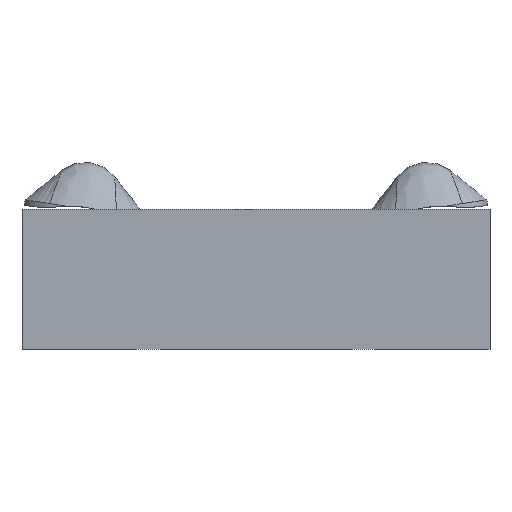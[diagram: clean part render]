
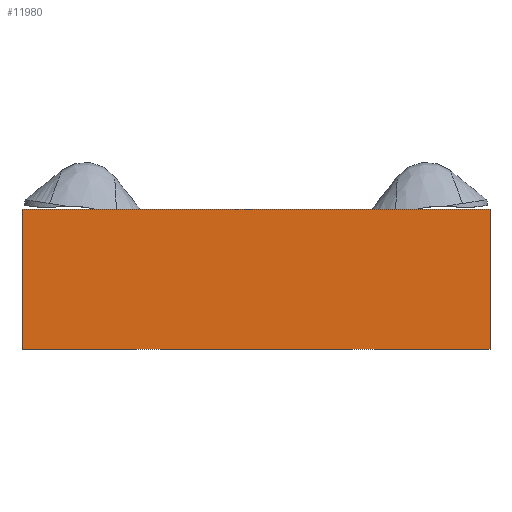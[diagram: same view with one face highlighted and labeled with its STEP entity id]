
A CAD part, front view. The second image highlights one B-rep face of the part: STEP entity #11980.
In plain terms, the highlighted planar face has unit normal (0, -1, 0).
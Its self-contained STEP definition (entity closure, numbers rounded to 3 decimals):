
#86 = LINE ( 'NONE', #1501, #9769 ) ;
#163 = CARTESIAN_POINT ( 'NONE',  ( 5., -3.81, -3.3 ) ) ;
#168 = DIRECTION ( 'NONE',  ( 1., 0., 0. ) ) ;
#895 = VECTOR ( 'NONE', #9579, 1000. ) ;
#1501 = CARTESIAN_POINT ( 'NONE',  ( -5., -3.81, -3.3 ) ) ;
#1517 = AXIS2_PLACEMENT_3D ( 'NONE', #15025, #13514, #16287 ) ;
#2042 = CARTESIAN_POINT ( 'NONE',  ( -5., -3.81, -0.3 ) ) ;
#2128 = LINE ( 'NONE', #6951, #15059 ) ;
#3310 = CARTESIAN_POINT ( 'NONE',  ( -5., -3.81, 0. ) ) ;
#5082 = CARTESIAN_POINT ( 'NONE',  ( 5., -3.81, -0.3 ) ) ;
#5230 = VECTOR ( 'NONE', #5249, 1000. ) ;
#5249 = DIRECTION ( 'NONE',  ( 0., 0., -1. ) ) ;
#5334 = EDGE_CURVE ( 'NONE', #13235, #12514, #2128, .T. ) ;
#6029 = ORIENTED_EDGE ( 'NONE', *, *, #14052, .T. ) ;
#6951 = CARTESIAN_POINT ( 'NONE',  ( -5., -3.81, -0.3 ) ) ;
#7244 = CARTESIAN_POINT ( 'NONE',  ( -5., -3.81, -3.3 ) ) ;
#7548 = ORIENTED_EDGE ( 'NONE', *, *, #5334, .F. ) ;
#9198 = EDGE_CURVE ( 'NONE', #16361, #12277, #86, .T. ) ;
#9579 = DIRECTION ( 'NONE',  ( 0., 0., -1. ) ) ;
#9769 = VECTOR ( 'NONE', #168, 1000. ) ;
#10107 = LINE ( 'NONE', #10186, #5230 ) ;
#10186 = CARTESIAN_POINT ( 'NONE',  ( 5., -3.81, 0. ) ) ;
#10354 = EDGE_CURVE ( 'NONE', #12514, #12277, #10107, .T. ) ;
#10413 = ORIENTED_EDGE ( 'NONE', *, *, #9198, .T. ) ;
#11980 = ADVANCED_FACE ( 'NONE', ( #12341 ), #15113, .T. ) ;
#12277 = VERTEX_POINT ( 'NONE', #163 ) ;
#12341 = FACE_OUTER_BOUND ( 'NONE', #15629, .T. ) ;
#12514 = VERTEX_POINT ( 'NONE', #5082 ) ;
#13235 = VERTEX_POINT ( 'NONE', #2042 ) ;
#13514 = DIRECTION ( 'NONE',  ( 0., -1., 0. ) ) ;
#14052 = EDGE_CURVE ( 'NONE', #13235, #16361, #15855, .T. ) ;
#14649 = DIRECTION ( 'NONE',  ( 1., 0., 0. ) ) ;
#15025 = CARTESIAN_POINT ( 'NONE',  ( -5., -3.81, 0. ) ) ;
#15059 = VECTOR ( 'NONE', #14649, 1000. ) ;
#15113 = PLANE ( 'NONE',  #1517 ) ;
#15489 = ORIENTED_EDGE ( 'NONE', *, *, #10354, .F. ) ;
#15629 = EDGE_LOOP ( 'NONE', ( #6029, #10413, #15489, #7548 ) ) ;
#15855 = LINE ( 'NONE', #3310, #895 ) ;
#16287 = DIRECTION ( 'NONE',  ( 0., 0., -1. ) ) ;
#16361 = VERTEX_POINT ( 'NONE', #7244 ) ;
